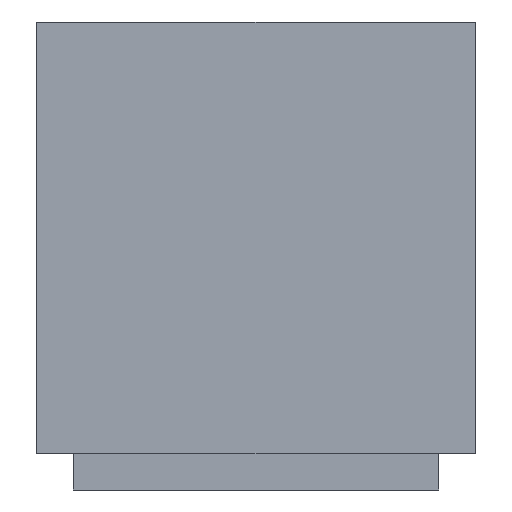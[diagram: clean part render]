
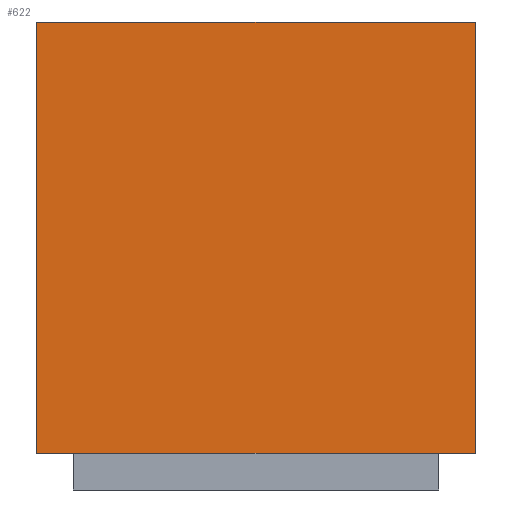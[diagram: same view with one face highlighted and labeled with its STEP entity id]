
A CAD part, front view. The second image highlights one B-rep face of the part: STEP entity #622.
In plain terms, the highlighted face is planar.
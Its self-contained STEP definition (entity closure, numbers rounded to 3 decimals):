
#492=DIRECTION('',(1.,0.,0.));
#493=VECTOR('',#492,0.3);
#494=CARTESIAN_POINT('',(-0.15,0.,0.3));
#495=LINE('',#494,#493);
#520=DIRECTION('',(0.,1.,0.));
#521=VECTOR('',#520,0.295);
#522=CARTESIAN_POINT('',(-0.15,0.,0.3));
#523=LINE('',#522,#521);
#541=DIRECTION('',(0.,1.,0.));
#542=VECTOR('',#541,0.295);
#543=CARTESIAN_POINT('',(0.15,0.,0.3));
#544=LINE('',#543,#542);
#548=DIRECTION('',(1.,0.,0.));
#549=VECTOR('',#548,0.3);
#550=CARTESIAN_POINT('',(-0.15,0.295,0.3));
#551=LINE('',#550,#549);
#576=CARTESIAN_POINT('',(-0.15,0.,0.3));
#577=CARTESIAN_POINT('',(0.15,0.,0.3));
#578=VERTEX_POINT('',#576);
#579=VERTEX_POINT('',#577);
#584=CARTESIAN_POINT('',(-0.15,0.295,0.3));
#585=CARTESIAN_POINT('',(0.15,0.295,0.3));
#586=VERTEX_POINT('',#584);
#587=VERTEX_POINT('',#585);
#608=CARTESIAN_POINT('',(-0.15,0.,0.3));
#609=DIRECTION('',(0.,0.,1.));
#610=DIRECTION('',(1.,0.,0.));
#611=AXIS2_PLACEMENT_3D('',#608,#609,#610);
#612=PLANE('',#611);
#613=ORIENTED_EDGE('',*,*,#597,.F.);
#615=ORIENTED_EDGE('',*,*,#614,.T.);
#617=ORIENTED_EDGE('',*,*,#616,.T.);
#619=ORIENTED_EDGE('',*,*,#618,.F.);
#620=EDGE_LOOP('',(#613,#615,#617,#619));
#621=FACE_OUTER_BOUND('',#620,.F.);
#622=ADVANCED_FACE('',(#621),#612,.T.);
#597=EDGE_CURVE('',#578,#579,#495,.T.);
#614=EDGE_CURVE('',#578,#586,#523,.T.);
#616=EDGE_CURVE('',#586,#587,#551,.T.);
#618=EDGE_CURVE('',#579,#587,#544,.T.);
